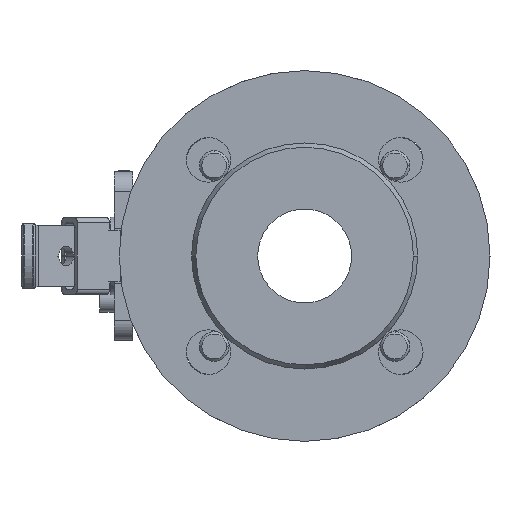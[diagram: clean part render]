
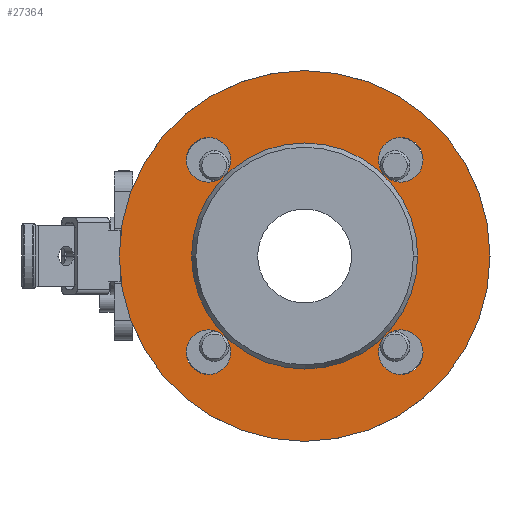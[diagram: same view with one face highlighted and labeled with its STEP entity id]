
A CAD part, left-side view. The second image highlights one B-rep face of the part: STEP entity #27364.
In plain terms, the highlighted planar face has unit normal (-1, 0, 0).
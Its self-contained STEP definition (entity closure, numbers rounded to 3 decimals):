
#323 = EDGE_LOOP ( 'NONE', ( #20695, #20696 ) ) ;
#324 = EDGE_LOOP ( 'NONE', ( #20699, #20700 ) ) ;
#328 = EDGE_LOOP ( 'NONE', ( #20697, #20698 ) ) ;
#329 = EDGE_LOOP ( 'NONE', ( #20701, #20702 ) ) ;
#330 = EDGE_LOOP ( 'NONE', ( #20693, #20694 ) ) ;
#331 = EDGE_LOOP ( 'NONE', ( #20703, #20704 ) ) ;
#8006 = CARTESIAN_POINT ( 'NONE',  ( -50.5, -38.891, 38.891 ) ) ;
#8007 = DIRECTION ( 'NONE',  ( -1., 0., 0. ) ) ;
#8008 = DIRECTION ( 'NONE',  ( 0., -1., 0. ) ) ;
#8026 = CARTESIAN_POINT ( 'NONE',  ( -50.5, -38.891, -38.891 ) ) ;
#8027 = DIRECTION ( 'NONE',  ( -1., 0., 0. ) ) ;
#8028 = DIRECTION ( 'NONE',  ( 0., -1., 0. ) ) ;
#8045 = CARTESIAN_POINT ( 'NONE',  ( -50.5, 38.891, -38.891 ) ) ;
#8046 = DIRECTION ( 'NONE',  ( -1., 0., 0. ) ) ;
#8047 = DIRECTION ( 'NONE',  ( 0., -1., 0. ) ) ;
#8065 = CARTESIAN_POINT ( 'NONE',  ( -50.5, 38.891, 38.891 ) ) ;
#8066 = DIRECTION ( 'NONE',  ( -1., 0., 0. ) ) ;
#8067 = DIRECTION ( 'NONE',  ( 0., -1., 0. ) ) ;
#8179 = CARTESIAN_POINT ( 'NONE',  ( -50.5, 0., 0. ) ) ;
#8180 = DIRECTION ( 'NONE',  ( -1., 0., 0. ) ) ;
#8181 = DIRECTION ( 'NONE',  ( 0., -1., 0. ) ) ;
#8202 = CARTESIAN_POINT ( 'NONE',  ( -50.5, 0., 0. ) ) ;
#8203 = DIRECTION ( 'NONE',  ( -1., 0., 0. ) ) ;
#8204 = DIRECTION ( 'NONE',  ( 0., -1., 0. ) ) ;
#8551 = CIRCLE ( 'NONE', #24436, 9. ) ;
#8558 = CIRCLE ( 'NONE', #24443, 9. ) ;
#8575 = CIRCLE ( 'NONE', #24448, 9. ) ;
#8587 = CIRCLE ( 'NONE', #24455, 9. ) ;
#8642 = CIRCLE ( 'NONE', #24512, 75. ) ;
#8650 = CIRCLE ( 'NONE', #24523, 45.732 ) ;
#8970 = CIRCLE ( 'NONE', #24648, 45.732 ) ;
#8971 = CIRCLE ( 'NONE', #24650, 9. ) ;
#8972 = CIRCLE ( 'NONE', #24652, 9. ) ;
#8973 = CIRCLE ( 'NONE', #24655, 9. ) ;
#8974 = CIRCLE ( 'NONE', #24657, 9. ) ;
#8975 = CIRCLE ( 'NONE', #24659, 75. ) ;
#11673 = CARTESIAN_POINT ( 'NONE',  ( -50.5, 0., 0. ) ) ;
#11675 = DIRECTION ( 'NONE',  ( -1., 0., 0. ) ) ;
#11677 = DIRECTION ( 'NONE',  ( 0., -1., 0. ) ) ;
#11680 = CARTESIAN_POINT ( 'NONE',  ( -50.5, -38.891, 38.891 ) ) ;
#11682 = DIRECTION ( 'NONE',  ( -1., 0., 0. ) ) ;
#11684 = DIRECTION ( 'NONE',  ( 0., -1., 0. ) ) ;
#11687 = CARTESIAN_POINT ( 'NONE',  ( -50.5, -38.891, -38.891 ) ) ;
#11689 = DIRECTION ( 'NONE',  ( -1., 0., 0. ) ) ;
#11691 = DIRECTION ( 'NONE',  ( 0., -1., 0. ) ) ;
#11695 = CARTESIAN_POINT ( 'NONE',  ( -50.5, 38.891, -38.891 ) ) ;
#11697 = DIRECTION ( 'NONE',  ( -1., 0., 0. ) ) ;
#11698 = DIRECTION ( 'NONE',  ( 0., -1., 0. ) ) ;
#11702 = CARTESIAN_POINT ( 'NONE',  ( -50.5, 38.891, 38.891 ) ) ;
#11704 = DIRECTION ( 'NONE',  ( -1., 0., 0. ) ) ;
#11706 = DIRECTION ( 'NONE',  ( 0., -1., 0. ) ) ;
#11709 = CARTESIAN_POINT ( 'NONE',  ( -50.5, 0., 0. ) ) ;
#11711 = DIRECTION ( 'NONE',  ( -1., 0., 0. ) ) ;
#11713 = DIRECTION ( 'NONE',  ( 0., -1., 0. ) ) ;
#13226 = AXIS2_PLACEMENT_3D ( 'NONE', #15625, #15616, #15627 ) ;
#15616 = DIRECTION ( 'NONE',  ( -1., 0., 0. ) ) ;
#15623 = PLANE ( 'NONE',  #13226 ) ;
#15625 = CARTESIAN_POINT ( 'NONE',  ( -50.5, -45.732, 0. ) ) ;
#15627 = DIRECTION ( 'NONE',  ( 0., -1., 0. ) ) ;
#20693 = ORIENTED_EDGE ( 'NONE', *, *, #32328, .F. ) ;
#20694 = ORIENTED_EDGE ( 'NONE', *, *, #31985, .F. ) ;
#20695 = ORIENTED_EDGE ( 'NONE', *, *, #32329, .F. ) ;
#20696 = ORIENTED_EDGE ( 'NONE', *, *, #31993, .F. ) ;
#20697 = ORIENTED_EDGE ( 'NONE', *, *, #32330, .F. ) ;
#20698 = ORIENTED_EDGE ( 'NONE', *, *, #32001, .F. ) ;
#20699 = ORIENTED_EDGE ( 'NONE', *, *, #32331, .F. ) ;
#20700 = ORIENTED_EDGE ( 'NONE', *, *, #32009, .F. ) ;
#20701 = ORIENTED_EDGE ( 'NONE', *, *, #32051, .T. ) ;
#20702 = ORIENTED_EDGE ( 'NONE', *, *, #32332, .T. ) ;
#20703 = ORIENTED_EDGE ( 'NONE', *, *, #32327, .F. ) ;
#20704 = ORIENTED_EDGE ( 'NONE', *, *, #32059, .F. ) ;
#21136 = CARTESIAN_POINT ( 'NONE',  ( -50.5, 47.891, -38.891 ) ) ;
#21139 = CARTESIAN_POINT ( 'NONE',  ( -50.5, -47.891, -38.891 ) ) ;
#21140 = CARTESIAN_POINT ( 'NONE',  ( -50.5, -29.891, -38.891 ) ) ;
#21143 = CARTESIAN_POINT ( 'NONE',  ( -50.5, -47.891, 38.891 ) ) ;
#21144 = CARTESIAN_POINT ( 'NONE',  ( -50.5, -29.891, 38.891 ) ) ;
#24436 = AXIS2_PLACEMENT_3D ( 'NONE', #8006, #8007, #8008 ) ;
#24443 = AXIS2_PLACEMENT_3D ( 'NONE', #8026, #8027, #8028 ) ;
#24448 = AXIS2_PLACEMENT_3D ( 'NONE', #8045, #8046, #8047 ) ;
#24455 = AXIS2_PLACEMENT_3D ( 'NONE', #8065, #8066, #8067 ) ;
#24512 = AXIS2_PLACEMENT_3D ( 'NONE', #8179, #8180, #8181 ) ;
#24523 = AXIS2_PLACEMENT_3D ( 'NONE', #8202, #8203, #8204 ) ;
#24648 = AXIS2_PLACEMENT_3D ( 'NONE', #11673, #11675, #11677 ) ;
#24650 = AXIS2_PLACEMENT_3D ( 'NONE', #11680, #11682, #11684 ) ;
#24652 = AXIS2_PLACEMENT_3D ( 'NONE', #11687, #11689, #11691 ) ;
#24655 = AXIS2_PLACEMENT_3D ( 'NONE', #11695, #11697, #11698 ) ;
#24657 = AXIS2_PLACEMENT_3D ( 'NONE', #11702, #11704, #11706 ) ;
#24659 = AXIS2_PLACEMENT_3D ( 'NONE', #11709, #11711, #11713 ) ;
#25927 = VERTEX_POINT ( 'NONE', #30489 ) ;
#25930 = VERTEX_POINT ( 'NONE', #30492 ) ;
#25932 = VERTEX_POINT ( 'NONE', #30494 ) ;
#25935 = VERTEX_POINT ( 'NONE', #30497 ) ;
#25952 = VERTEX_POINT ( 'NONE', #30514 ) ;
#25953 = VERTEX_POINT ( 'NONE', #30515 ) ;
#25954 = VERTEX_POINT ( 'NONE', #30516 ) ;
#26460 = VERTEX_POINT ( 'NONE', #21136 ) ;
#26463 = VERTEX_POINT ( 'NONE', #21139 ) ;
#26464 = VERTEX_POINT ( 'NONE', #21140 ) ;
#26467 = VERTEX_POINT ( 'NONE', #21143 ) ;
#26468 = VERTEX_POINT ( 'NONE', #21144 ) ;
#27364 = ADVANCED_FACE ( 'NONE', ( #37081, #37076, #37083, #37078, #37084, #37082 ), #15623, .T. ) ;
#30489 = CARTESIAN_POINT ( 'NONE',  ( -50.5, 45.732, 0. ) ) ;
#30492 = CARTESIAN_POINT ( 'NONE',  ( -50.5, -45.732, 0. ) ) ;
#30494 = CARTESIAN_POINT ( 'NONE',  ( -50.5, -75., 0. ) ) ;
#30497 = CARTESIAN_POINT ( 'NONE',  ( -50.5, 75., 0. ) ) ;
#30514 = CARTESIAN_POINT ( 'NONE',  ( -50.5, 47.891, 38.891 ) ) ;
#30515 = CARTESIAN_POINT ( 'NONE',  ( -50.5, 29.891, 38.891 ) ) ;
#30516 = CARTESIAN_POINT ( 'NONE',  ( -50.5, 29.891, -38.891 ) ) ;
#31985 = EDGE_CURVE ( 'NONE', #26468, #26467, #8551, .T. ) ;
#31993 = EDGE_CURVE ( 'NONE', #26464, #26463, #8558, .T. ) ;
#32001 = EDGE_CURVE ( 'NONE', #26460, #25954, #8575, .T. ) ;
#32009 = EDGE_CURVE ( 'NONE', #25952, #25953, #8587, .T. ) ;
#32051 = EDGE_CURVE ( 'NONE', #25932, #25935, #8642, .T. ) ;
#32059 = EDGE_CURVE ( 'NONE', #25930, #25927, #8650, .T. ) ;
#32327 = EDGE_CURVE ( 'NONE', #25927, #25930, #8970, .T. ) ;
#32328 = EDGE_CURVE ( 'NONE', #26467, #26468, #8971, .T. ) ;
#32329 = EDGE_CURVE ( 'NONE', #26463, #26464, #8972, .T. ) ;
#32330 = EDGE_CURVE ( 'NONE', #25954, #26460, #8973, .T. ) ;
#32331 = EDGE_CURVE ( 'NONE', #25953, #25952, #8974, .T. ) ;
#32332 = EDGE_CURVE ( 'NONE', #25935, #25932, #8975, .T. ) ;
#37076 = FACE_BOUND ( 'NONE', #323, .T. ) ;
#37078 = FACE_BOUND ( 'NONE', #324, .T. ) ;
#37081 = FACE_BOUND ( 'NONE', #330, .T. ) ;
#37082 = FACE_BOUND ( 'NONE', #331, .T. ) ;
#37083 = FACE_BOUND ( 'NONE', #328, .T. ) ;
#37084 = FACE_OUTER_BOUND ( 'NONE', #329, .T. ) ;
